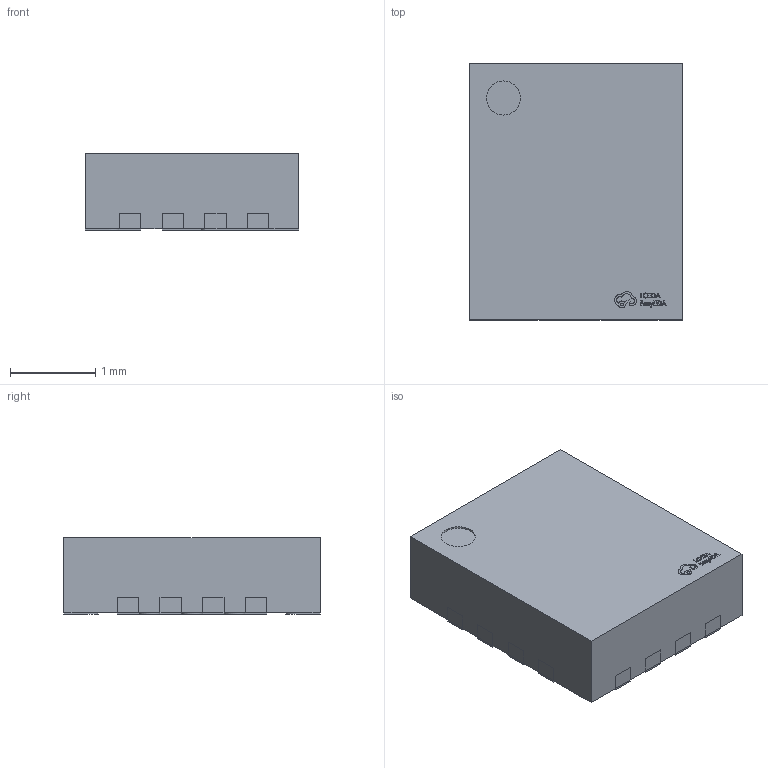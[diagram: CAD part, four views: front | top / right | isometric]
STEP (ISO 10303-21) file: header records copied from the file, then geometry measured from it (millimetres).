
FILE_DESCRIPTION (( 'STEP AP214' ), '1' );
FILE_NAME ('VQFN-HR-15_L3.0-W2.5-H0.9-P0.50-BL_TPS63070RNMR.step', '2022-07-15T04:20:05', ( '' ), ( '' ), 'SwSTEP 2.0', 'SolidWorks 2020', '' );
FILE_SCHEMA (( 'AUTOMOTIVE_DESIGN' ));
Length unit declared in the file: millimetre
Products named in the file (1): VQFN-HR-15_L3.0-W2.5-H0.9-P0.50-BL_TPS63070RNMR
Bounding box: 2.5 x 3 x 0.9 mm (x, y, z)
Volume: 6.6 mm3; surface area: 41.1 mm2
Topology: 40 solids, 40 shells, 603 faces, 1545 edges, 1030 vertices
Faces by surface type: plane 417, bspline 112, cylinder 74
Entity records: 25754 total; most frequent: CARTESIAN_POINT 5283, ORIENTED_EDGE 3090, DIRECTION 2449, EDGE_CURVE 1545, LINE 1169, VECTOR 1169, VERTEX_POINT 1030, AXIS2_PLACEMENT_3D 640
